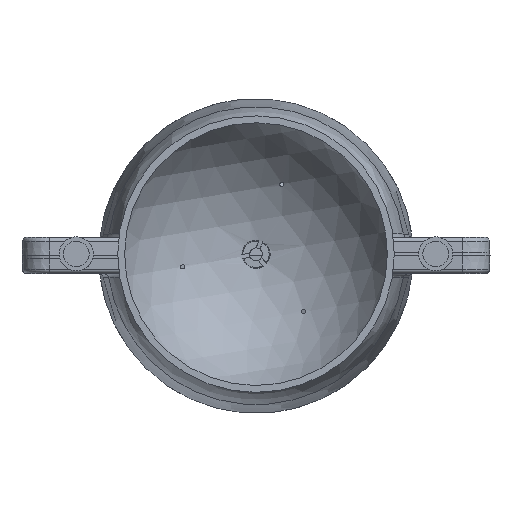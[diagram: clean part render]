
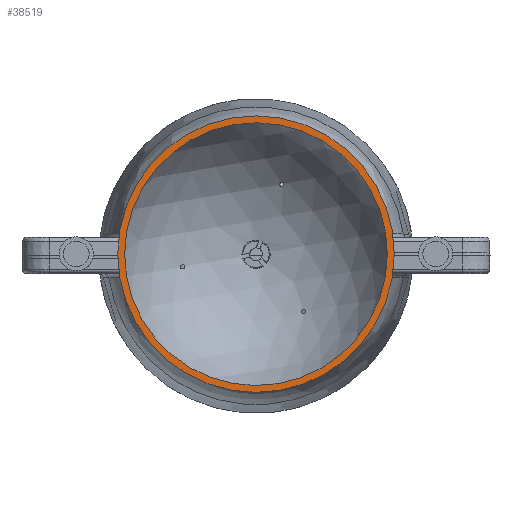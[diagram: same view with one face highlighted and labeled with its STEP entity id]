
A CAD part, top view. The second image highlights one B-rep face of the part: STEP entity #38519.
In plain terms, the highlighted face is planar.
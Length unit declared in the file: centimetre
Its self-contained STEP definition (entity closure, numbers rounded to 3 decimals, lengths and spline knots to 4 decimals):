
#38456=CARTESIAN_POINT('',(65.0,0.,0.0));
#38457=VERTEX_POINT('',#38456);
#38458=CARTESIAN_POINT('',(0.0,0.,0.0));
#38459=DIRECTION('',(0.0,-1.0,0.0));
#38460=DIRECTION('',(1.0,0.0,0.0));
#38461=AXIS2_PLACEMENT_3D('',#38458,#38459,#38460);
#38462=CIRCLE('',#38461,65.0);
#38463=EDGE_CURVE('',#38457,#38457,#38462,.T.);
#38482=CARTESIAN_POINT('',(61.7576,0.,0.0));
#38483=VERTEX_POINT('',#38482);
#38484=CARTESIAN_POINT('',(0.0,0.,0.0));
#38485=DIRECTION('',(0.0,-1.0,0.0));
#38486=DIRECTION('',(1.0,0.0,0.0));
#38487=AXIS2_PLACEMENT_3D('',#38484,#38485,#38486);
#38488=CIRCLE('',#38487,61.7576);
#38489=EDGE_CURVE('',#38483,#38483,#38488,.T.);
#38508=CARTESIAN_POINT('',(63.3788,0.,0.0));
#38509=DIRECTION('',(0.0,1.0,0.0));
#38510=DIRECTION('',(0.0,0.0,1.0));
#38511=AXIS2_PLACEMENT_3D('',#38508,#38509,#38510);
#38512=PLANE('',#38511);
#38513=ORIENTED_EDGE('',*,*,#38463,.F.);
#38514=EDGE_LOOP('',(#38513));
#38515=FACE_OUTER_BOUND('',#38514,.T.);
#38516=ORIENTED_EDGE('',*,*,#38489,.T.);
#38517=EDGE_LOOP('',(#38516));
#38518=FACE_BOUND('',#38517,.T.);
#38519=ADVANCED_FACE('',(#38515,#38518),#38512,.T.);
